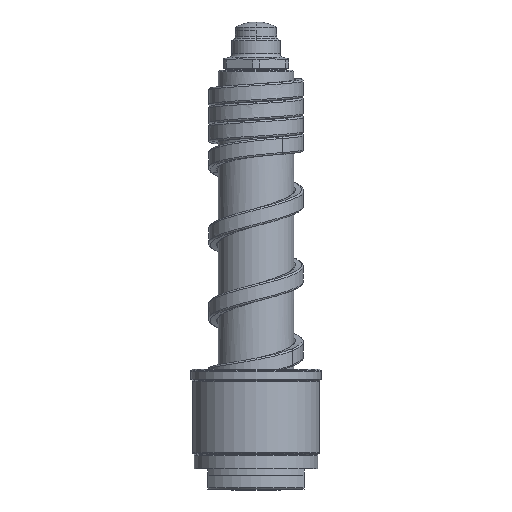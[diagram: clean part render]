
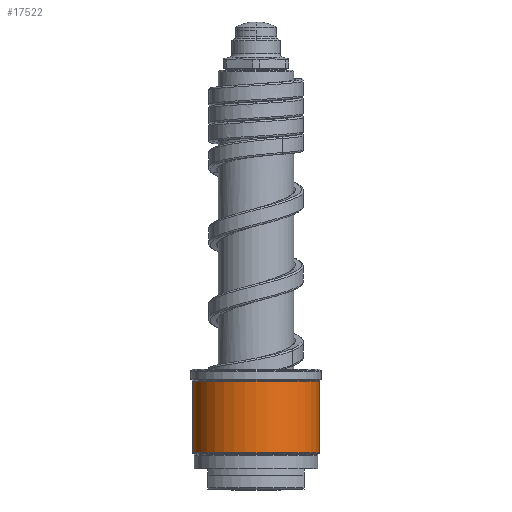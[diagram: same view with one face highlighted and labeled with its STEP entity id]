
A CAD part, front view. The second image highlights one B-rep face of the part: STEP entity #17522.
In plain terms, the highlighted cylindrical face has radius 18.5 mm (diameter 37 mm), a partial arc.
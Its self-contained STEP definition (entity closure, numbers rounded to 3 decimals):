
#6689=CARTESIAN_POINT('',(0.,0.,10.583));
#6690=DIRECTION('',(0.,0.,1.));
#6691=DIRECTION('',(-1.,0.,0.));
#6692=AXIS2_PLACEMENT_3D('',#6689,#6690,#6691);
#6694=DIRECTION('',(0.,0.,-1.));
#6695=VECTOR('',#6694,20.834);
#6696=CARTESIAN_POINT('',(-18.5,0.,31.417));
#6697=LINE('',#6696,#6695);
#6698=CARTESIAN_POINT('',(0.,0.,31.417));
#6699=DIRECTION('',(0.,0.,1.));
#6700=DIRECTION('',(-1.,0.,0.));
#6701=AXIS2_PLACEMENT_3D('',#6698,#6699,#6700);
#6703=DIRECTION('',(0.,0.,-1.));
#6704=VECTOR('',#6703,20.834);
#6705=CARTESIAN_POINT('',(18.5,0.,31.417));
#6706=LINE('',#6705,#6704);
#7043=CARTESIAN_POINT('',(18.5,0.,31.417));
#7044=CARTESIAN_POINT('',(-18.5,0.,31.417));
#7045=VERTEX_POINT('',#7043);
#7046=VERTEX_POINT('',#7044);
#7069=CARTESIAN_POINT('',(18.5,0.,10.583));
#7070=VERTEX_POINT('',#7069);
#7071=CARTESIAN_POINT('',(-18.5,0.,10.583));
#7072=VERTEX_POINT('',#7071);
#17510=CARTESIAN_POINT('',(0.,0.,8.75));
#17511=DIRECTION('',(0.,0.,1.));
#17512=DIRECTION('',(-1.,0.,0.));
#17513=AXIS2_PLACEMENT_3D('',#17510,#17511,#17512);
#17514=CYLINDRICAL_SURFACE('',#17513,18.5);
#17515=ORIENTED_EDGE('',*,*,#15463,.F.);
#17516=ORIENTED_EDGE('',*,*,#15444,.F.);
#17518=ORIENTED_EDGE('',*,*,#17517,.T.);
#17519=ORIENTED_EDGE('',*,*,#15440,.T.);
#17520=EDGE_LOOP('',(#17515,#17516,#17518,#17519));
#17521=FACE_OUTER_BOUND('',#17520,.F.);
#6693=CIRCLE('',#6692,18.5);
#6702=CIRCLE('',#6701,18.5);
#15440=EDGE_CURVE('',#7045,#7070,#6706,.T.);
#15444=EDGE_CURVE('',#7046,#7072,#6697,.T.);
#15463=EDGE_CURVE('',#7072,#7070,#6693,.T.);
#17517=EDGE_CURVE('',#7046,#7045,#6702,.T.);
#17522=ADVANCED_FACE('',(#17521),#17514,.T.);
